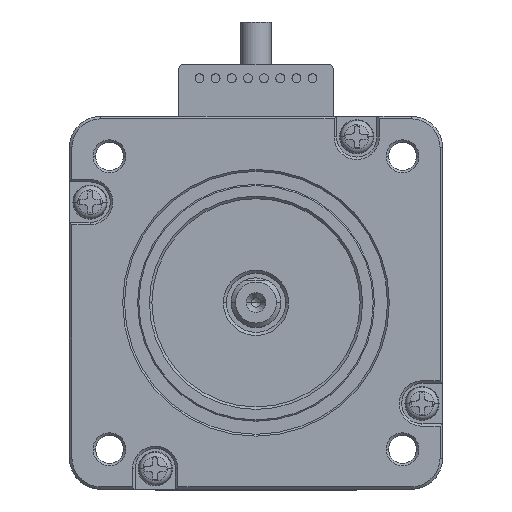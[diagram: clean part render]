
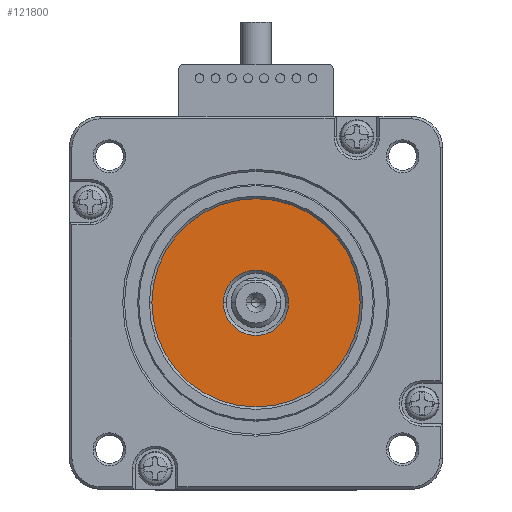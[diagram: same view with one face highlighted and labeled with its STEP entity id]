
A CAD part, top view. The second image highlights one B-rep face of the part: STEP entity #121800.
In plain terms, the highlighted planar face has unit normal (0, 0, 1).
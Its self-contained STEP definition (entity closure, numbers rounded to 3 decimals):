
#69270=CARTESIAN_POINT('',(5.25,0.,
1.1));
#69280=VERTEX_POINT('',#69270);
#69440=CARTESIAN_POINT('',(-5.25,0.,1.1))
;
#69450=VERTEX_POINT('',#69440);
#69480=CARTESIAN_POINT('',(0.,0.,
1.1));
#69490=DIRECTION('',(-0.,-0.,-1.));
#69500=DIRECTION('',(1.,0.,0.));
#69510=AXIS2_PLACEMENT_3D('',#69480,#69490,#69500);
#69520=CIRCLE('',#69510,5.25);
#69530=EDGE_CURVE('',#69450,#69280,#69520,.T.);
#118130=CARTESIAN_POINT('',(-16.75,0.,1.1));
#118140=VERTEX_POINT('',#118130);
#118170=CARTESIAN_POINT('',(0.,0.,1.1
));
#118180=DIRECTION('',(0.,0.,1.));
#118190=DIRECTION('',(1.,0.,0.));
#118200=AXIS2_PLACEMENT_3D('',#118170,#118180,#118190);
#118210=CIRCLE('',#118200,16.75);
#118220=CARTESIAN_POINT('',(16.75,0.,1.1));
#118230=VERTEX_POINT('',#118220);
#118240=EDGE_CURVE('',#118140,#118230,#118210,.T.);
#121650=CARTESIAN_POINT('',(-16.951,-16.951,1.1));
#121660=DIRECTION('',(0.,0.,1.));
#121670=DIRECTION('',(1.,0.,-0.));
#121680=AXIS2_PLACEMENT_3D('',#121650,#121660,#121670);
#121690=PLANE('',#121680);
#121700=EDGE_CURVE('',#118230,#118140,#118210,.T.);
#121710=ORIENTED_EDGE('',*,*,#121700,.T.);
#121720=ORIENTED_EDGE('',*,*,#118240,.T.);
#121730=EDGE_LOOP('',(#121720,#121710));
#121740=FACE_OUTER_BOUND('',#121730,.T.);
#121750=EDGE_CURVE('',#69280,#69450,#69520,.T.);
#121760=ORIENTED_EDGE('',*,*,#121750,.T.);
#121770=ORIENTED_EDGE('',*,*,#69530,.T.);
#121780=EDGE_LOOP('',(#121770,#121760));
#121790=FACE_BOUND('',#121780,.T.);
#121800=ADVANCED_FACE('',(#121740,#121790),#121690,.T.);
